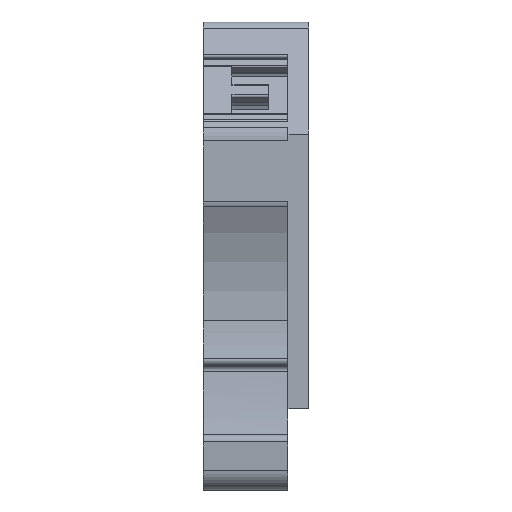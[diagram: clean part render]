
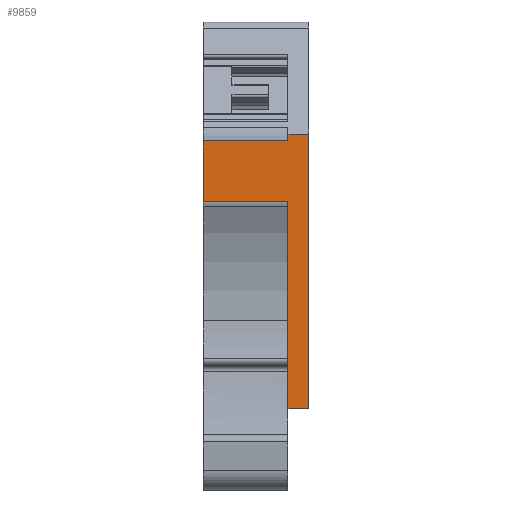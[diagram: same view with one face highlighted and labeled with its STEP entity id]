
A CAD part, front view. The second image highlights one B-rep face of the part: STEP entity #9859.
In plain terms, the highlighted planar face has unit normal (0, -1, 0).
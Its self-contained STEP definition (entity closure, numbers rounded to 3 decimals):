
#5723=AXIS2_PLACEMENT_3D('Circle Axis2P3D',#5721,#5722,$) ;
#5760=AXIS2_PLACEMENT_3D('Circle Axis2P3D',#5758,#5759,$) ;
#9840=AXIS2_PLACEMENT_3D('Plane Axis2P3D',#9837,#9838,#9839) ;
#50=CARTESIAN_POINT('Vertex',(10.09,0.001,34.001)) ;
#53=CARTESIAN_POINT('Line Origine',(10.09,0.001,20.875)) ;
#57=CARTESIAN_POINT('Vertex',(10.09,0.001,7.75)) ;
#564=CARTESIAN_POINT('Line Origine',(8.1,0.001,33.671)) ;
#568=CARTESIAN_POINT('Vertex',(8.1,0.001,34.001)) ;
#570=CARTESIAN_POINT('Vertex',(8.1,0.001,33.342)) ;
#596=CARTESIAN_POINT('Line Origine',(9.095,0.001,7.75)) ;
#600=CARTESIAN_POINT('Vertex',(8.1,0.001,7.75)) ;
#757=CARTESIAN_POINT('Line Origine',(8.1,0.001,17.651)) ;
#761=CARTESIAN_POINT('Vertex',(8.1,0.001,27.552)) ;
#2457=CARTESIAN_POINT('Vertex',(0.,0.001,27.553)) ;
#2460=CARTESIAN_POINT('Line Origine',(0.,0.001,30.446)) ;
#2464=CARTESIAN_POINT('Vertex',(0.,0.001,33.339)) ;
#5721=CARTESIAN_POINT('Axis2P3D Location',(8.1,1.001,27.553)) ;
#5725=CARTESIAN_POINT('Vertex',(8.1,0.001,27.553)) ;
#5728=CARTESIAN_POINT('Line Origine',(4.05,0.001,27.553)) ;
#5751=CARTESIAN_POINT('Line Origine',(13.44,0.001,33.339)) ;
#5755=CARTESIAN_POINT('Vertex',(8.1,0.001,33.339)) ;
#5758=CARTESIAN_POINT('Axis2P3D Location',(8.1,3.326,33.339)) ;
#9837=CARTESIAN_POINT('Axis2P3D Location',(0.2,0.001,27.553)) ;
#9842=CARTESIAN_POINT('Line Origine',(9.095,0.001,34.001)) ;
#54=DIRECTION('Vector Direction',(0.,0.,-1.)) ;
#565=DIRECTION('Vector Direction',(0.,0.,-1.)) ;
#597=DIRECTION('Vector Direction',(1.,0.,0.)) ;
#758=DIRECTION('Vector Direction',(0.,0.,-1.)) ;
#2461=DIRECTION('Vector Direction',(0.,0.,1.)) ;
#5722=DIRECTION('Axis2P3D Direction',(-1.,0.,0.)) ;
#5729=DIRECTION('Vector Direction',(-1.,0.,0.)) ;
#5752=DIRECTION('Vector Direction',(-1.,0.,0.)) ;
#5759=DIRECTION('Axis2P3D Direction',(-1.,0.,0.)) ;
#9838=DIRECTION('Axis2P3D Direction',(0.,-1.,0.)) ;
#9839=DIRECTION('Axis2P3D XDirection',(0.,0.,1.)) ;
#9843=DIRECTION('Vector Direction',(1.,0.,0.)) ;
#55=VECTOR('Line Direction',#54,1.) ;
#566=VECTOR('Line Direction',#565,1.) ;
#598=VECTOR('Line Direction',#597,1.) ;
#759=VECTOR('Line Direction',#758,1.) ;
#2462=VECTOR('Line Direction',#2461,1.) ;
#5730=VECTOR('Line Direction',#5729,1.) ;
#5753=VECTOR('Line Direction',#5752,1.) ;
#9844=VECTOR('Line Direction',#9843,1.) ;
#9848=ORIENTED_EDGE('',*,*,#9846,.F.) ;
#9849=ORIENTED_EDGE('',*,*,#572,.T.) ;
#9850=ORIENTED_EDGE('',*,*,#5762,.T.) ;
#9851=ORIENTED_EDGE('',*,*,#5757,.T.) ;
#9852=ORIENTED_EDGE('',*,*,#2466,.F.) ;
#9853=ORIENTED_EDGE('',*,*,#5732,.F.) ;
#9854=ORIENTED_EDGE('',*,*,#5727,.T.) ;
#9855=ORIENTED_EDGE('',*,*,#763,.T.) ;
#9856=ORIENTED_EDGE('',*,*,#602,.T.) ;
#9857=ORIENTED_EDGE('',*,*,#59,.F.) ;
#9859=ADVANCED_FACE('KLTR',(#9858),#9841,.T.) ;
#5724=CIRCLE('generated circle',#5723,1.) ;
#5761=CIRCLE('generated circle',#5760,3.325) ;
#59=EDGE_CURVE('',#51,#58,#56,.T.) ;
#572=EDGE_CURVE('',#569,#571,#567,.T.) ;
#602=EDGE_CURVE('',#601,#58,#599,.T.) ;
#763=EDGE_CURVE('',#762,#601,#760,.T.) ;
#2466=EDGE_CURVE('',#2458,#2465,#2463,.T.) ;
#5727=EDGE_CURVE('',#5726,#762,#5724,.F.) ;
#5732=EDGE_CURVE('',#5726,#2458,#5731,.T.) ;
#5757=EDGE_CURVE('',#5756,#2465,#5754,.T.) ;
#5762=EDGE_CURVE('',#571,#5756,#5761,.F.) ;
#9846=EDGE_CURVE('',#569,#51,#9845,.T.) ;
#9847=EDGE_LOOP('',(#9848,#9849,#9850,#9851,#9852,#9853,#9854,#9855,#9856,#9857)) ;
#9858=FACE_OUTER_BOUND('',#9847,.T.) ;
#56=LINE('Line',#53,#55) ;
#567=LINE('Line',#564,#566) ;
#599=LINE('Line',#596,#598) ;
#760=LINE('Line',#757,#759) ;
#2463=LINE('Line',#2460,#2462) ;
#5731=LINE('Line',#5728,#5730) ;
#5754=LINE('Line',#5751,#5753) ;
#9845=LINE('Line',#9842,#9844) ;
#9841=PLANE('',#9840) ;
#51=VERTEX_POINT('',#50) ;
#58=VERTEX_POINT('',#57) ;
#569=VERTEX_POINT('',#568) ;
#571=VERTEX_POINT('',#570) ;
#601=VERTEX_POINT('',#600) ;
#762=VERTEX_POINT('',#761) ;
#2458=VERTEX_POINT('',#2457) ;
#2465=VERTEX_POINT('',#2464) ;
#5726=VERTEX_POINT('',#5725) ;
#5756=VERTEX_POINT('',#5755) ;
